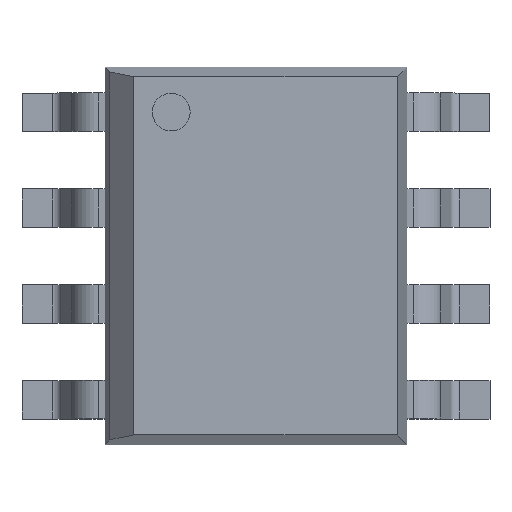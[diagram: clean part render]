
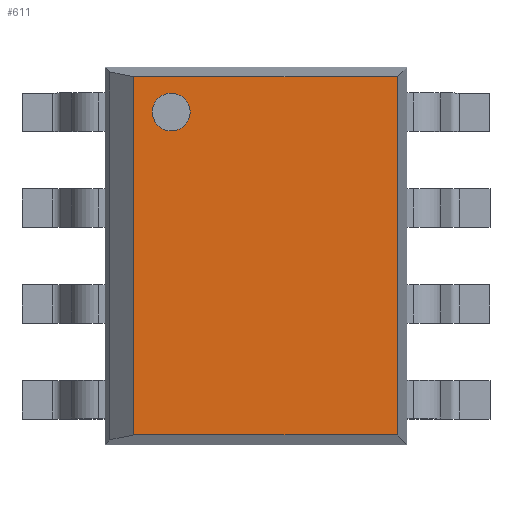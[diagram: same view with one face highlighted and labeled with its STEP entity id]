
A CAD part, top view. The second image highlights one B-rep face of the part: STEP entity #611.
In plain terms, the highlighted planar face has unit normal (0, 0, 1).
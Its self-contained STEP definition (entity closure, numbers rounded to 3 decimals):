
#232=CARTESIAN_POINT('',(-1.123,1.655,1.75));
#233=VERTEX_POINT('',#232);
#249=CARTESIAN_POINT('',(-1.123,2.155,1.75));
#250=VERTEX_POINT('',#249);
#257=CARTESIAN_POINT('',(-1.123,1.905,1.75));
#258=DIRECTION('',(0.0,0.0,-1.0));
#259=DIRECTION('',(0.0,-1.0,0.0));
#260=AXIS2_PLACEMENT_3D('',#257,#258,#259);
#261=CIRCLE('',#260,0.25);
#262=EDGE_CURVE('',#233,#250,#261,.T.);
#429=CARTESIAN_POINT('',(-1.123,1.905,1.75));
#430=DIRECTION('',(0.0,0.0,-1.0));
#431=DIRECTION('',(0.0,-1.0,0.0));
#432=AXIS2_PLACEMENT_3D('',#429,#430,#431);
#433=CIRCLE('',#432,0.25);
#434=EDGE_CURVE('',#250,#233,#433,.T.);
#462=CARTESIAN_POINT('',(-1.623,-2.373,1.75));
#463=VERTEX_POINT('',#462);
#472=CARTESIAN_POINT('',(-1.623,2.373,1.75));
#473=VERTEX_POINT('',#472);
#474=CARTESIAN_POINT('',(-1.623,2.373,1.75));
#475=DIRECTION('',(0.0,-1.0,0.0));
#476=VECTOR('',#475,4.746);
#477=LINE('',#474,#476);
#478=EDGE_CURVE('',#473,#463,#477,.T.);
#510=CARTESIAN_POINT('',(1.873,-2.373,1.75));
#511=VERTEX_POINT('',#510);
#518=CARTESIAN_POINT('',(1.873,-2.373,1.75));
#519=DIRECTION('',(-1.0,0.0,0.0));
#520=VECTOR('',#519,3.496);
#521=LINE('',#518,#520);
#522=EDGE_CURVE('',#511,#463,#521,.T.);
#555=CARTESIAN_POINT('',(1.873,2.373,1.75));
#556=VERTEX_POINT('',#555);
#557=CARTESIAN_POINT('',(-1.623,2.373,1.75));
#558=DIRECTION('',(1.0,0.0,0.0));
#559=VECTOR('',#558,3.496);
#560=LINE('',#557,#559);
#561=EDGE_CURVE('',#473,#556,#560,.T.);
#580=CARTESIAN_POINT('',(1.873,-2.373,1.75));
#581=DIRECTION('',(0.0,1.0,0.0));
#582=VECTOR('',#581,4.746);
#583=LINE('',#580,#582);
#584=EDGE_CURVE('',#511,#556,#583,.T.);
#596=CARTESIAN_POINT('',(1.873,-2.5,1.75));
#597=DIRECTION('',(0.0,0.0,1.0));
#598=DIRECTION('',(0.0,-1.0,0.0));
#599=AXIS2_PLACEMENT_3D('',#596,#597,#598);
#600=PLANE('',#599);
#601=ORIENTED_EDGE('',*,*,#478,.T.);
#602=ORIENTED_EDGE('',*,*,#522,.F.);
#603=ORIENTED_EDGE('',*,*,#584,.T.);
#604=ORIENTED_EDGE('',*,*,#561,.F.);
#605=EDGE_LOOP('',(#601,#602,#603,#604));
#606=FACE_OUTER_BOUND('',#605,.T.);
#607=ORIENTED_EDGE('',*,*,#262,.T.);
#608=ORIENTED_EDGE('',*,*,#434,.T.);
#609=EDGE_LOOP('',(#607,#608));
#610=FACE_BOUND('',#609,.T.);
#611=ADVANCED_FACE('',(#606,#610),#600,.T.);
